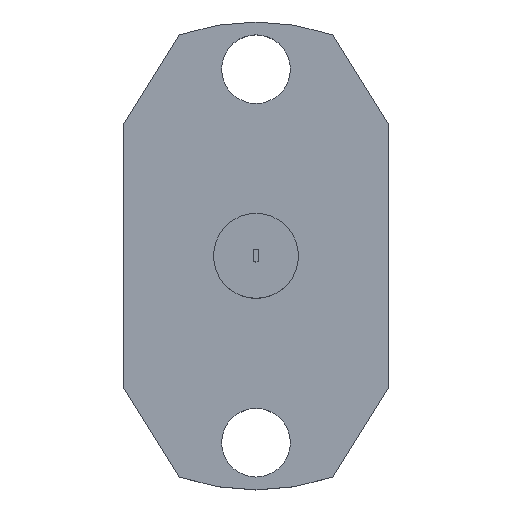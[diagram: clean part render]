
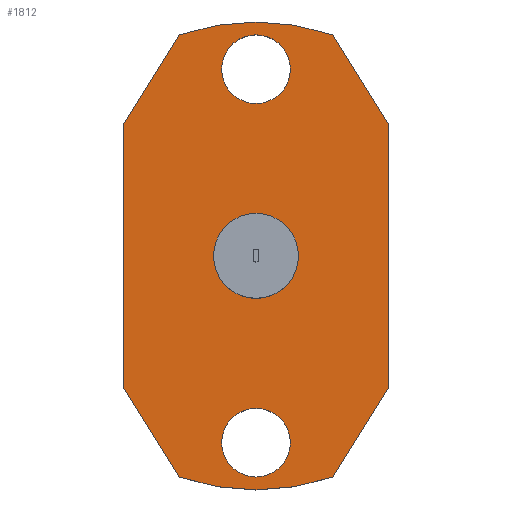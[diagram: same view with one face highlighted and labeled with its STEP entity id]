
A CAD part, top view. The second image highlights one B-rep face of the part: STEP entity #1812.
In plain terms, the highlighted planar face has unit normal (0, 0, 1).
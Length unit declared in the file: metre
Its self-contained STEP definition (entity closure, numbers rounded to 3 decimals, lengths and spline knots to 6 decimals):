
#34 = CARTESIAN_POINT ( 'NONE',  ( 0.003673, 0.010633, 0. ) ) ;
#67 = CARTESIAN_POINT ( 'NONE',  ( -0.00635, 0.00635, 0. ) ) ;
#77 = EDGE_LOOP ( 'NONE', ( #1021, #980, #105, #2131, #497, #124, #1899, #389 ) ) ;
#94 = AXIS2_PLACEMENT_3D ( 'NONE', #1725, #628, #1920 ) ;
#96 = DIRECTION ( 'NONE',  ( -0.53, -0.848, 0. ) ) ;
#105 = ORIENTED_EDGE ( 'NONE', *, *, #1335, .T. ) ;
#121 = DIRECTION ( 'NONE',  ( 0., 0., 1. ) ) ;
#124 = ORIENTED_EDGE ( 'NONE', *, *, #1466, .T. ) ;
#137 = CARTESIAN_POINT ( 'NONE',  ( 0., 0., 0. ) ) ;
#150 = DIRECTION ( 'NONE',  ( 0., -1., 0. ) ) ;
#264 = AXIS2_PLACEMENT_3D ( 'NONE', #1872, #757, #2056 ) ;
#287 = EDGE_LOOP ( 'NONE', ( #2094, #2100 ) ) ;
#325 = DIRECTION ( 'NONE',  ( 1., 0., 0. ) ) ;
#344 = CARTESIAN_POINT ( 'NONE',  ( -0.003673, -0.010633, 0. ) ) ;
#375 = LINE ( 'NONE', #1766, #1719 ) ;
#389 = ORIENTED_EDGE ( 'NONE', *, *, #1439, .T. ) ;
#395 = CARTESIAN_POINT ( 'NONE',  ( 0., 0., 0. ) ) ;
#415 = CIRCLE ( 'NONE', #2285, 0.00204 ) ;
#428 = CARTESIAN_POINT ( 'NONE',  ( 0.003673, -0.010633, 0. ) ) ;
#435 = DIRECTION ( 'NONE',  ( -0.53, 0.848, 0. ) ) ;
#450 = AXIS2_PLACEMENT_3D ( 'NONE', #1218, #121, #1399 ) ;
#470 = CIRCLE ( 'NONE', #956, 0.01125 ) ;
#479 = VERTEX_POINT ( 'NONE', #428 ) ;
#486 = VECTOR ( 'NONE', #96, 1. ) ;
#492 = LINE ( 'NONE', #806, #923 ) ;
#497 = ORIENTED_EDGE ( 'NONE', *, *, #1413, .T. ) ;
#535 = CARTESIAN_POINT ( 'NONE',  ( 0.00635, -0.00635, 0. ) ) ;
#555 = CIRCLE ( 'NONE', #2081, 0.00165 ) ;
#563 = AXIS2_PLACEMENT_3D ( 'NONE', #2171, #1065, #2359 ) ;
#577 = DIRECTION ( 'NONE',  ( 1., 0., 0. ) ) ;
#604 = PLANE ( 'NONE',  #1602 ) ;
#617 = FACE_BOUND ( 'NONE', #1076, .T. ) ;
#628 = DIRECTION ( 'NONE',  ( 0., 0., 1. ) ) ;
#630 = VERTEX_POINT ( 'NONE', #2367 ) ;
#663 = FACE_BOUND ( 'NONE', #287, .T. ) ;
#685 = AXIS2_PLACEMENT_3D ( 'NONE', #137, #1412, #325 ) ;
#689 = CARTESIAN_POINT ( 'NONE',  ( 0.00635, -0.00635, 0. ) ) ;
#691 = CARTESIAN_POINT ( 'NONE',  ( -0.00635, 0.00635, 0. ) ) ;
#707 = ORIENTED_EDGE ( 'NONE', *, *, #1746, .F. ) ;
#725 = CARTESIAN_POINT ( 'NONE',  ( -0.00635, -0.00635, 0. ) ) ;
#728 = VERTEX_POINT ( 'NONE', #689 ) ;
#735 = EDGE_CURVE ( 'NONE', #630, #793, #555, .T. ) ;
#745 = VECTOR ( 'NONE', #1225, 1. ) ;
#750 = CARTESIAN_POINT ( 'NONE',  ( 0., 0., 0. ) ) ;
#757 = DIRECTION ( 'NONE',  ( 0., 0., 1. ) ) ;
#782 = EDGE_CURVE ( 'NONE', #1044, #1762, #492, .T. ) ;
#793 = VERTEX_POINT ( 'NONE', #961 ) ;
#797 = VERTEX_POINT ( 'NONE', #725 ) ;
#806 = CARTESIAN_POINT ( 'NONE',  ( 0.003673, 0.010633, 0. ) ) ;
#923 = VECTOR ( 'NONE', #435, 1. ) ;
#938 = DIRECTION ( 'NONE',  ( -1., 0., 0. ) ) ;
#956 = AXIS2_PLACEMENT_3D ( 'NONE', #395, #1673, #577 ) ;
#961 = CARTESIAN_POINT ( 'NONE',  ( -0.00165, -0.00898, 0. ) ) ;
#980 = ORIENTED_EDGE ( 'NONE', *, *, #2308, .T. ) ;
#981 = VERTEX_POINT ( 'NONE', #2155 ) ;
#989 = CIRCLE ( 'NONE', #94, 0.00165 ) ;
#1021 = ORIENTED_EDGE ( 'NONE', *, *, #782, .T. ) ;
#1044 = VERTEX_POINT ( 'NONE', #2352 ) ;
#1045 = CARTESIAN_POINT ( 'NONE',  ( 0.00635, 0.00635, 0. ) ) ;
#1053 = VERTEX_POINT ( 'NONE', #344 ) ;
#1065 = DIRECTION ( 'NONE',  ( 0., 0., 1. ) ) ;
#1076 = EDGE_LOOP ( 'NONE', ( #1584, #707 ) ) ;
#1101 = DIRECTION ( 'NONE',  ( 1., 0., 0. ) ) ;
#1133 = DIRECTION ( 'NONE',  ( 0., 0., -1. ) ) ;
#1185 = CARTESIAN_POINT ( 'NONE',  ( 0.00165, 0.00898, 0. ) ) ;
#1211 = DIRECTION ( 'NONE',  ( 0.53, -0.848, 0. ) ) ;
#1218 = CARTESIAN_POINT ( 'NONE',  ( 0., 0.00898, 0. ) ) ;
#1225 = DIRECTION ( 'NONE',  ( 0., 1., 0. ) ) ;
#1275 = ORIENTED_EDGE ( 'NONE', *, *, #1717, .F. ) ;
#1335 = EDGE_CURVE ( 'NONE', #2043, #1845, #1955, .T. ) ;
#1337 = VERTEX_POINT ( 'NONE', #1185 ) ;
#1399 = DIRECTION ( 'NONE',  ( 1., 0., 0. ) ) ;
#1412 = DIRECTION ( 'NONE',  ( 0., 0., 1. ) ) ;
#1413 = EDGE_CURVE ( 'NONE', #797, #1053, #375, .T. ) ;
#1417 = CIRCLE ( 'NONE', #563, 0.00204 ) ;
#1429 = EDGE_CURVE ( 'NONE', #1800, #1337, #2278, .T. ) ;
#1434 = DIRECTION ( 'NONE',  ( 0.53, 0.848, 0. ) ) ;
#1435 = VECTOR ( 'NONE', #1434, 1. ) ;
#1439 = EDGE_CURVE ( 'NONE', #728, #1044, #2156, .T. ) ;
#1443 = VERTEX_POINT ( 'NONE', #1967 ) ;
#1445 = DIRECTION ( 'NONE',  ( 0., 0., 1. ) ) ;
#1466 = EDGE_CURVE ( 'NONE', #1053, #479, #1665, .T. ) ;
#1501 = EDGE_CURVE ( 'NONE', #1845, #797, #2104, .T. ) ;
#1507 = CARTESIAN_POINT ( 'NONE',  ( 0., 0.01125, 0. ) ) ;
#1539 = VECTOR ( 'NONE', #150, 1. ) ;
#1584 = ORIENTED_EDGE ( 'NONE', *, *, #735, .F. ) ;
#1589 = EDGE_CURVE ( 'NONE', #1443, #981, #1417, .T. ) ;
#1602 = AXIS2_PLACEMENT_3D ( 'NONE', #1507, #1133, #1897 ) ;
#1650 = EDGE_CURVE ( 'NONE', #479, #728, #1938, .T. ) ;
#1665 = CIRCLE ( 'NONE', #685, 0.01125 ) ;
#1673 = DIRECTION ( 'NONE',  ( 0., 0., 1. ) ) ;
#1687 = CARTESIAN_POINT ( 'NONE',  ( -0.00165, 0.00898, 0. ) ) ;
#1708 = FACE_OUTER_BOUND ( 'NONE', #77, .T. ) ;
#1717 = EDGE_CURVE ( 'NONE', #981, #1443, #415, .T. ) ;
#1719 = VECTOR ( 'NONE', #1211, 1. ) ;
#1725 = CARTESIAN_POINT ( 'NONE',  ( 0., 0.00898, 0. ) ) ;
#1746 = EDGE_CURVE ( 'NONE', #793, #630, #1758, .T. ) ;
#1758 = CIRCLE ( 'NONE', #264, 0.00165 ) ;
#1762 = VERTEX_POINT ( 'NONE', #34 ) ;
#1766 = CARTESIAN_POINT ( 'NONE',  ( -0.00635, -0.00635, 0. ) ) ;
#1800 = VERTEX_POINT ( 'NONE', #1687 ) ;
#1812 = ADVANCED_FACE ( 'NONE', ( #2093, #617, #663, #1708 ), #604, .F. ) ;
#1831 = CARTESIAN_POINT ( 'NONE',  ( 0., -0.00898, 0. ) ) ;
#1845 = VERTEX_POINT ( 'NONE', #67 ) ;
#1872 = CARTESIAN_POINT ( 'NONE',  ( 0., -0.00898, 0. ) ) ;
#1897 = DIRECTION ( 'NONE',  ( -1., 0., 0. ) ) ;
#1899 = ORIENTED_EDGE ( 'NONE', *, *, #1650, .T. ) ;
#1903 = EDGE_CURVE ( 'NONE', #1337, #1800, #989, .T. ) ;
#1920 = DIRECTION ( 'NONE',  ( 1., 0., 0. ) ) ;
#1930 = CARTESIAN_POINT ( 'NONE',  ( -0.003673, 0.010633, 0. ) ) ;
#1938 = LINE ( 'NONE', #535, #1435 ) ;
#1954 = CARTESIAN_POINT ( 'NONE',  ( -0.003673, 0.010633, 0. ) ) ;
#1955 = LINE ( 'NONE', #1930, #486 ) ;
#1967 = CARTESIAN_POINT ( 'NONE',  ( -0.00204, 0., 0. ) ) ;
#2043 = VERTEX_POINT ( 'NONE', #1954 ) ;
#2048 = DIRECTION ( 'NONE',  ( 0., 0., 1. ) ) ;
#2056 = DIRECTION ( 'NONE',  ( 1., 0., 0. ) ) ;
#2081 = AXIS2_PLACEMENT_3D ( 'NONE', #1831, #1445, #1101 ) ;
#2093 = FACE_BOUND ( 'NONE', #2122, .T. ) ;
#2094 = ORIENTED_EDGE ( 'NONE', *, *, #1903, .F. ) ;
#2100 = ORIENTED_EDGE ( 'NONE', *, *, #1429, .F. ) ;
#2104 = LINE ( 'NONE', #691, #1539 ) ;
#2122 = EDGE_LOOP ( 'NONE', ( #2269, #1275 ) ) ;
#2131 = ORIENTED_EDGE ( 'NONE', *, *, #1501, .T. ) ;
#2155 = CARTESIAN_POINT ( 'NONE',  ( 0.00204, 0., 0. ) ) ;
#2156 = LINE ( 'NONE', #1045, #745 ) ;
#2171 = CARTESIAN_POINT ( 'NONE',  ( 0., 0., 0. ) ) ;
#2269 = ORIENTED_EDGE ( 'NONE', *, *, #1589, .F. ) ;
#2278 = CIRCLE ( 'NONE', #450, 0.00165 ) ;
#2285 = AXIS2_PLACEMENT_3D ( 'NONE', #750, #2048, #938 ) ;
#2308 = EDGE_CURVE ( 'NONE', #1762, #2043, #470, .T. ) ;
#2352 = CARTESIAN_POINT ( 'NONE',  ( 0.00635, 0.00635, 0. ) ) ;
#2359 = DIRECTION ( 'NONE',  ( -1., 0., 0. ) ) ;
#2367 = CARTESIAN_POINT ( 'NONE',  ( 0.00165, -0.00898, 0. ) ) ;
